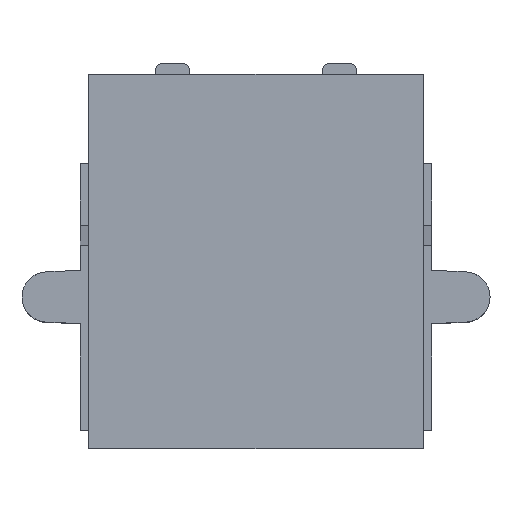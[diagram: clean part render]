
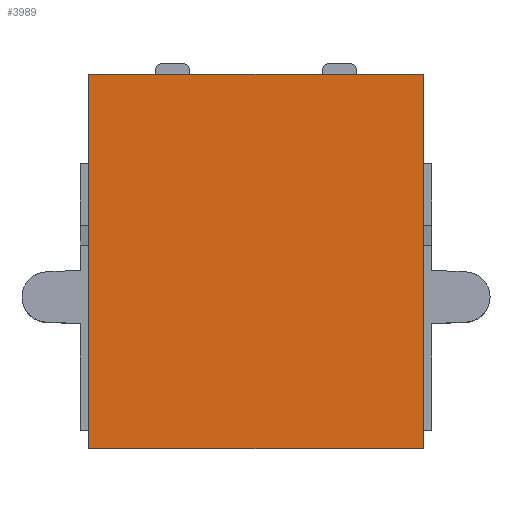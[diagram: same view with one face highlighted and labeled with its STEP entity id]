
A CAD part, top view. The second image highlights one B-rep face of the part: STEP entity #3989.
In plain terms, the highlighted planar face has unit normal (0, 0, 1).
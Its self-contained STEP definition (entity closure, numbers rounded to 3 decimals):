
#1178=ORIENTED_EDGE('',*,*,#1792,.F.);
#1179=ORIENTED_EDGE('',*,*,#1791,.F.);
#1180=ORIENTED_EDGE('',*,*,#1788,.T.);
#1181=ORIENTED_EDGE('',*,*,#1793,.T.);
#1788=EDGE_CURVE('',#2155,#2157,#2625,.T.);
#1791=EDGE_CURVE('',#2155,#2159,#2628,.T.);
#1792=EDGE_CURVE('',#2159,#2160,#2629,.T.);
#1793=EDGE_CURVE('',#2157,#2160,#2630,.T.);
#2155=VERTEX_POINT('',#6787);
#2157=VERTEX_POINT('',#6791);
#2159=VERTEX_POINT('',#6796);
#2160=VERTEX_POINT('',#6801);
#2625=LINE('',#6792,#3105);
#2628=LINE('',#6798,#3108);
#2629=LINE('',#6800,#3109);
#2630=LINE('',#6802,#3110);
#3105=VECTOR('',#5490,1000.);
#3108=VECTOR('',#5495,1000.);
#3109=VECTOR('',#5498,1000.);
#3110=VECTOR('',#5499,1000.);
#3350=EDGE_LOOP('',(#1178,#1179,#1180,#1181));
#3594=FACE_BOUND('',#3350,.T.);
#3775=PLANE('',#4482);
#3989=ADVANCED_FACE('',(#3594),#3775,.T.);
#4482=AXIS2_PLACEMENT_3D('',#6799,#5496,#5497);
#5490=DIRECTION('',(1.,0.,0.));
#5495=DIRECTION('',(0.,1.,0.));
#5496=DIRECTION('',(0.,0.,1.));
#5497=DIRECTION('',(1.,0.,0.));
#5498=DIRECTION('',(1.,0.,0.));
#5499=DIRECTION('',(0.,1.,0.));
#6787=CARTESIAN_POINT('',(-4.925,-5.,3.85));
#6791=CARTESIAN_POINT('',(6.275,-5.,3.85));
#6792=CARTESIAN_POINT('',(-4.925,-5.,3.85));
#6796=CARTESIAN_POINT('',(-4.925,5.,3.85));
#6798=CARTESIAN_POINT('',(-4.925,-5.,3.85));
#6799=CARTESIAN_POINT('',(-4.925,-5.,3.85));
#6800=CARTESIAN_POINT('',(-4.925,5.,3.85));
#6801=CARTESIAN_POINT('',(6.275,5.,3.85));
#6802=CARTESIAN_POINT('',(6.275,-5.,3.85));
